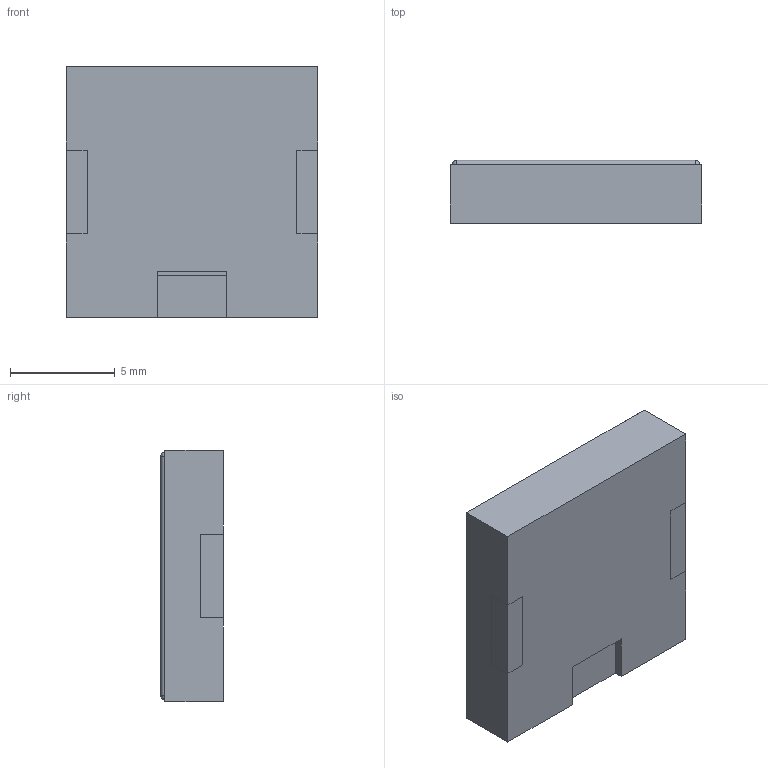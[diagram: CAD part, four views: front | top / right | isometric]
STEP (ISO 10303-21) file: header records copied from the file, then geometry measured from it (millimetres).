
FILE_DESCRIPTION (( 'STEP AP214' ), '1' );
FILE_NAME ('PKLCS1212E2400-R1.STEP', '2023-05-23T09:14:34', ( '' ), ( '' ), 'SwSTEP 2.0', 'SolidWorks 2013', '' );
FILE_SCHEMA (( 'AUTOMOTIVE_DESIGN' ));
Length unit declared in the file: inch
Products named in the file (1): PKLCS1212E2400-R1
Bounding box: 12 x 3 x 12 mm (x, y, z)
Volume: 427.4 mm3; surface area: 478.4 mm2
Topology: 4 solids, 4 shells, 55 faces, 132 edges, 84 vertices
Faces by surface type: plane 45, cylinder 6, bspline 4
Entity records: 2386 total; most frequent: CARTESIAN_POINT 348, ORIENTED_EDGE 256, DIRECTION 240, EDGE_CURVE 128, LINE 112, VECTOR 112, VERTEX_POINT 84, AXIS2_PLACEMENT_3D 64
